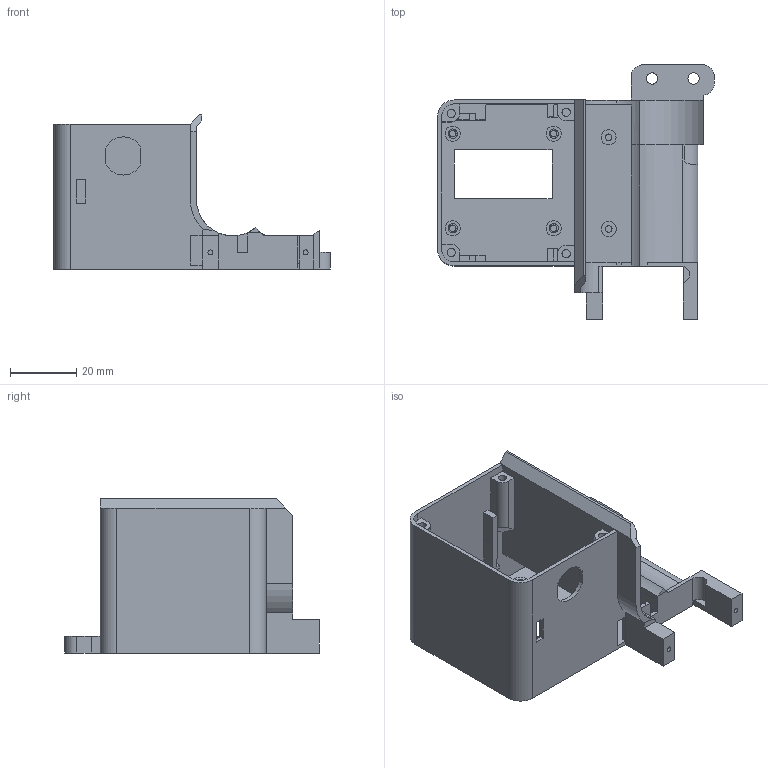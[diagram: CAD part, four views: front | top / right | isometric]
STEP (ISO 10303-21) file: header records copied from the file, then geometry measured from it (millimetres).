
FILE_DESCRIPTION(/* description */ (''),/* implementation_level */ '2;1');
FILE_NAME(/* name */ 'Base.step',/* time_stamp */ '2022-02-17T13:50:12+01:00',/* author */ (''),/* organization */ (''),/* preprocessor_version */ 'ST-DEVELOPER v18.1',/* originating_system */ 'Autodesk Translation Framework v10.13.0.1454',/* authorisation */ '');
FILE_SCHEMA (('AUTOMOTIVE_DESIGN { 1 0 10303 214 3 1 1 }'));
Length unit declared in the file: millimetre
Products named in the file (1): (Unsaved)
Bounding box: 83.25 x 76.71 x 46.4 mm (x, y, z)
Volume: 27506.1 mm3; surface area: 28082 mm2
Topology: 1 solids, 1 shells, 224 faces, 598 edges, 396 vertices
Faces by surface type: plane 166, cylinder 52, cone 4, bspline 2
Full cylindrical faces by diameter (mm): 1.5 x2, 2 x6, 2.4 x2, 2.5 x4, 2.8 x4, 3.4 x2, 4.5 x6, 4.6 x1
Entity records: 7088 total; most frequent: CARTESIAN_POINT 1308, ORIENTED_EDGE 1196, DIRECTION 1165, EDGE_CURVE 598, LINE 465, VECTOR 465, VERTEX_POINT 396, AXIS2_PLACEMENT_3D 350
